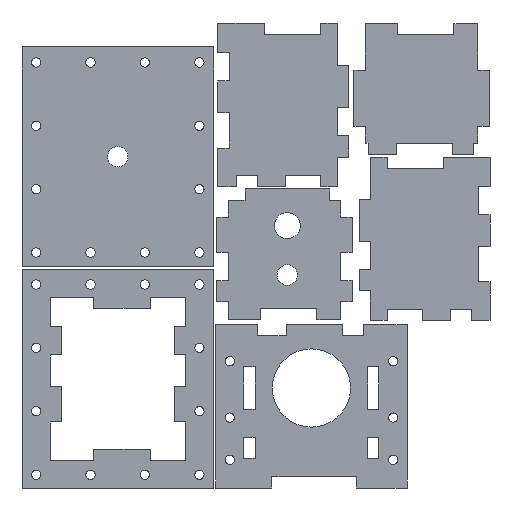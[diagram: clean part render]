
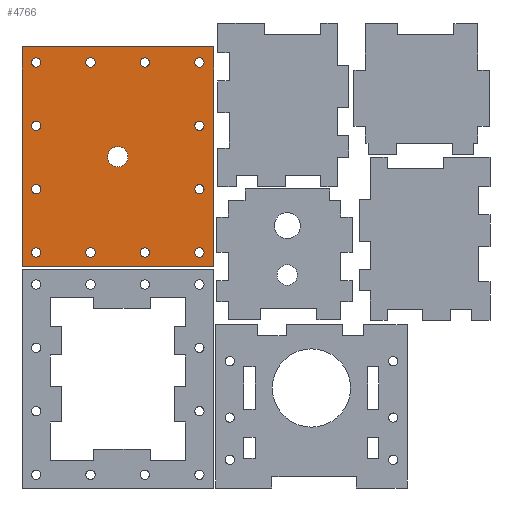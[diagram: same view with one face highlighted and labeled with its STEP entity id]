
A CAD part, front view. The second image highlights one B-rep face of the part: STEP entity #4766.
In plain terms, the highlighted planar face has unit normal (0, -1, 0).
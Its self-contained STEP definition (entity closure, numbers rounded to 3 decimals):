
#144=FACE_BOUND('',#754,.T.);
#145=FACE_BOUND('',#755,.T.);
#146=FACE_BOUND('',#756,.T.);
#147=FACE_BOUND('',#757,.T.);
#148=FACE_BOUND('',#758,.T.);
#149=FACE_BOUND('',#759,.T.);
#150=FACE_BOUND('',#760,.T.);
#151=FACE_BOUND('',#761,.T.);
#152=FACE_BOUND('',#762,.T.);
#153=FACE_BOUND('',#763,.T.);
#154=FACE_BOUND('',#764,.T.);
#155=FACE_BOUND('',#765,.T.);
#156=FACE_BOUND('',#766,.T.);
#200=CIRCLE('',#5069,7.25);
#202=CIRCLE('',#5072,3.3);
#204=CIRCLE('',#5075,3.3);
#206=CIRCLE('',#5078,3.3);
#208=CIRCLE('',#5081,3.3);
#210=CIRCLE('',#5084,3.3);
#212=CIRCLE('',#5087,3.3);
#214=CIRCLE('',#5090,3.3);
#216=CIRCLE('',#5093,3.3);
#218=CIRCLE('',#5096,3.3);
#220=CIRCLE('',#5099,3.3);
#222=CIRCLE('',#5102,3.3);
#224=CIRCLE('',#5105,3.3);
#456=FACE_OUTER_BOUND('',#753,.T.);
#753=EDGE_LOOP('',(#4320,#4321,#4322,#4323));
#754=EDGE_LOOP('',(#4324));
#755=EDGE_LOOP('',(#4325));
#756=EDGE_LOOP('',(#4326));
#757=EDGE_LOOP('',(#4327));
#758=EDGE_LOOP('',(#4328));
#759=EDGE_LOOP('',(#4329));
#760=EDGE_LOOP('',(#4330));
#761=EDGE_LOOP('',(#4331));
#762=EDGE_LOOP('',(#4332));
#763=EDGE_LOOP('',(#4333));
#764=EDGE_LOOP('',(#4334));
#765=EDGE_LOOP('',(#4335));
#766=EDGE_LOOP('',(#4336));
#1341=LINE('',#7618,#1927);
#1345=LINE('',#7626,#1931);
#1348=LINE('',#7632,#1934);
#1351=LINE('',#7637,#1937);
#1927=VECTOR('',#6287,10.);
#1931=VECTOR('',#6293,10.);
#1934=VECTOR('',#6298,10.);
#1937=VECTOR('',#6303,10.);
#2342=VERTEX_POINT('',#7540);
#2344=VERTEX_POINT('',#7546);
#2346=VERTEX_POINT('',#7552);
#2348=VERTEX_POINT('',#7558);
#2350=VERTEX_POINT('',#7564);
#2352=VERTEX_POINT('',#7570);
#2354=VERTEX_POINT('',#7576);
#2356=VERTEX_POINT('',#7582);
#2358=VERTEX_POINT('',#7588);
#2360=VERTEX_POINT('',#7594);
#2362=VERTEX_POINT('',#7600);
#2364=VERTEX_POINT('',#7606);
#2366=VERTEX_POINT('',#7612);
#2367=VERTEX_POINT('',#7616);
#2368=VERTEX_POINT('',#7617);
#2371=VERTEX_POINT('',#7625);
#2373=VERTEX_POINT('',#7631);
#2980=EDGE_CURVE('',#2342,#2342,#200,.T.);
#2983=EDGE_CURVE('',#2344,#2344,#202,.T.);
#2986=EDGE_CURVE('',#2346,#2346,#204,.T.);
#2989=EDGE_CURVE('',#2348,#2348,#206,.T.);
#2992=EDGE_CURVE('',#2350,#2350,#208,.T.);
#2995=EDGE_CURVE('',#2352,#2352,#210,.T.);
#2998=EDGE_CURVE('',#2354,#2354,#212,.T.);
#3001=EDGE_CURVE('',#2356,#2356,#214,.T.);
#3004=EDGE_CURVE('',#2358,#2358,#216,.T.);
#3007=EDGE_CURVE('',#2360,#2360,#218,.T.);
#3010=EDGE_CURVE('',#2362,#2362,#220,.T.);
#3013=EDGE_CURVE('',#2364,#2364,#222,.T.);
#3016=EDGE_CURVE('',#2366,#2366,#224,.T.);
#3017=EDGE_CURVE('',#2367,#2368,#1341,.T.);
#3021=EDGE_CURVE('',#2368,#2371,#1345,.T.);
#3024=EDGE_CURVE('',#2371,#2373,#1348,.T.);
#3027=EDGE_CURVE('',#2373,#2367,#1351,.T.);
#4320=ORIENTED_EDGE('',*,*,#3027,.T.);
#4321=ORIENTED_EDGE('',*,*,#3017,.T.);
#4322=ORIENTED_EDGE('',*,*,#3021,.T.);
#4323=ORIENTED_EDGE('',*,*,#3024,.T.);
#4324=ORIENTED_EDGE('',*,*,#2980,.T.);
#4325=ORIENTED_EDGE('',*,*,#3016,.F.);
#4326=ORIENTED_EDGE('',*,*,#3013,.F.);
#4327=ORIENTED_EDGE('',*,*,#3010,.F.);
#4328=ORIENTED_EDGE('',*,*,#3007,.F.);
#4329=ORIENTED_EDGE('',*,*,#3004,.F.);
#4330=ORIENTED_EDGE('',*,*,#3001,.F.);
#4331=ORIENTED_EDGE('',*,*,#2998,.F.);
#4332=ORIENTED_EDGE('',*,*,#2995,.F.);
#4333=ORIENTED_EDGE('',*,*,#2992,.F.);
#4334=ORIENTED_EDGE('',*,*,#2989,.F.);
#4335=ORIENTED_EDGE('',*,*,#2986,.F.);
#4336=ORIENTED_EDGE('',*,*,#2983,.F.);
#4534=PLANE('',#5111);
#4766=ADVANCED_FACE('',(#456,#144,#145,#146,#147,#148,#149,#150,#151,#152,
#153,#154,#155,#156),#4534,.F.);
#5069=AXIS2_PLACEMENT_3D('',#7542,#6199,#6200);
#5072=AXIS2_PLACEMENT_3D('',#7548,#6206,#6207);
#5075=AXIS2_PLACEMENT_3D('',#7554,#6213,#6214);
#5078=AXIS2_PLACEMENT_3D('',#7560,#6220,#6221);
#5081=AXIS2_PLACEMENT_3D('',#7566,#6227,#6228);
#5084=AXIS2_PLACEMENT_3D('',#7572,#6234,#6235);
#5087=AXIS2_PLACEMENT_3D('',#7578,#6241,#6242);
#5090=AXIS2_PLACEMENT_3D('',#7584,#6248,#6249);
#5093=AXIS2_PLACEMENT_3D('',#7590,#6255,#6256);
#5096=AXIS2_PLACEMENT_3D('',#7596,#6262,#6263);
#5099=AXIS2_PLACEMENT_3D('',#7602,#6269,#6270);
#5102=AXIS2_PLACEMENT_3D('',#7608,#6276,#6277);
#5105=AXIS2_PLACEMENT_3D('',#7614,#6283,#6284);
#5111=AXIS2_PLACEMENT_3D('',#7640,#6307,#6308);
#6199=DIRECTION('center_axis',(0.,1.,0.));
#6200=DIRECTION('ref_axis',(-1.,0.,0.));
#6206=DIRECTION('center_axis',(0.,-1.,0.));
#6207=DIRECTION('ref_axis',(-1.,0.,0.));
#6213=DIRECTION('center_axis',(0.,-1.,0.));
#6214=DIRECTION('ref_axis',(-1.,0.,0.));
#6220=DIRECTION('center_axis',(0.,-1.,0.));
#6221=DIRECTION('ref_axis',(-1.,0.,0.));
#6227=DIRECTION('center_axis',(0.,-1.,0.));
#6228=DIRECTION('ref_axis',(-1.,0.,0.));
#6234=DIRECTION('center_axis',(0.,-1.,0.));
#6235=DIRECTION('ref_axis',(-1.,0.,0.));
#6241=DIRECTION('center_axis',(0.,-1.,0.));
#6242=DIRECTION('ref_axis',(-1.,0.,0.));
#6248=DIRECTION('center_axis',(0.,-1.,0.));
#6249=DIRECTION('ref_axis',(-1.,0.,0.));
#6255=DIRECTION('center_axis',(0.,-1.,0.));
#6256=DIRECTION('ref_axis',(-1.,0.,0.));
#6262=DIRECTION('center_axis',(0.,-1.,0.));
#6263=DIRECTION('ref_axis',(-1.,0.,0.));
#6269=DIRECTION('center_axis',(0.,-1.,0.));
#6270=DIRECTION('ref_axis',(-1.,0.,0.));
#6276=DIRECTION('center_axis',(0.,-1.,0.));
#6277=DIRECTION('ref_axis',(-1.,0.,0.));
#6283=DIRECTION('center_axis',(0.,-1.,0.));
#6284=DIRECTION('ref_axis',(-1.,0.,0.));
#6287=DIRECTION('',(0.,0.,-1.));
#6293=DIRECTION('',(1.,0.,0.));
#6298=DIRECTION('',(0.,0.,1.));
#6303=DIRECTION('',(-1.,0.,0.));
#6307=DIRECTION('center_axis',(0.,1.,0.));
#6308=DIRECTION('ref_axis',(-1.,0.,0.));
#7540=CARTESIAN_POINT('',(-84.118,0.,58.));
#7542=CARTESIAN_POINT('Origin',(-91.368,0.,58.));
#7546=CARTESIAN_POINT('',(-146.068,0.,-10.));
#7548=CARTESIAN_POINT('Origin',(-149.368,0.,-10.));
#7552=CARTESIAN_POINT('',(-146.068,0.,80.));
#7554=CARTESIAN_POINT('Origin',(-149.368,0.,80.));
#7558=CARTESIAN_POINT('',(-107.408,0.,-10.));
#7560=CARTESIAN_POINT('Origin',(-110.708,0.,-10.));
#7564=CARTESIAN_POINT('',(-68.748,0.,-10.));
#7566=CARTESIAN_POINT('Origin',(-72.048,0.,-10.));
#7570=CARTESIAN_POINT('',(-30.088,0.,125.));
#7572=CARTESIAN_POINT('Origin',(-33.388,0.,125.));
#7576=CARTESIAN_POINT('',(-107.408,0.,125.));
#7578=CARTESIAN_POINT('Origin',(-110.708,0.,125.));
#7582=CARTESIAN_POINT('',(-146.068,0.,35.));
#7584=CARTESIAN_POINT('Origin',(-149.368,0.,35.));
#7588=CARTESIAN_POINT('',(-30.088,0.,80.));
#7590=CARTESIAN_POINT('Origin',(-33.388,0.,80.));
#7594=CARTESIAN_POINT('',(-30.088,0.,-10.));
#7596=CARTESIAN_POINT('Origin',(-33.388,0.,-10.));
#7600=CARTESIAN_POINT('',(-146.068,0.,125.));
#7602=CARTESIAN_POINT('Origin',(-149.368,0.,125.));
#7606=CARTESIAN_POINT('',(-68.748,0.,125.));
#7608=CARTESIAN_POINT('Origin',(-72.048,0.,125.));
#7612=CARTESIAN_POINT('',(-30.088,0.,35.));
#7614=CARTESIAN_POINT('Origin',(-33.388,0.,35.));
#7616=CARTESIAN_POINT('',(-159.368,0.,136.));
#7617=CARTESIAN_POINT('',(-159.368,0.,-20.));
#7618=CARTESIAN_POINT('',(-159.368,0.,136.));
#7625=CARTESIAN_POINT('',(-23.368,0.,-20.));
#7626=CARTESIAN_POINT('',(-159.368,0.,-20.));
#7631=CARTESIAN_POINT('',(-23.368,0.,136.));
#7632=CARTESIAN_POINT('',(-23.368,0.,-20.));
#7637=CARTESIAN_POINT('',(-23.368,0.,136.));
#7640=CARTESIAN_POINT('Origin',(-91.368,0.,58.));
